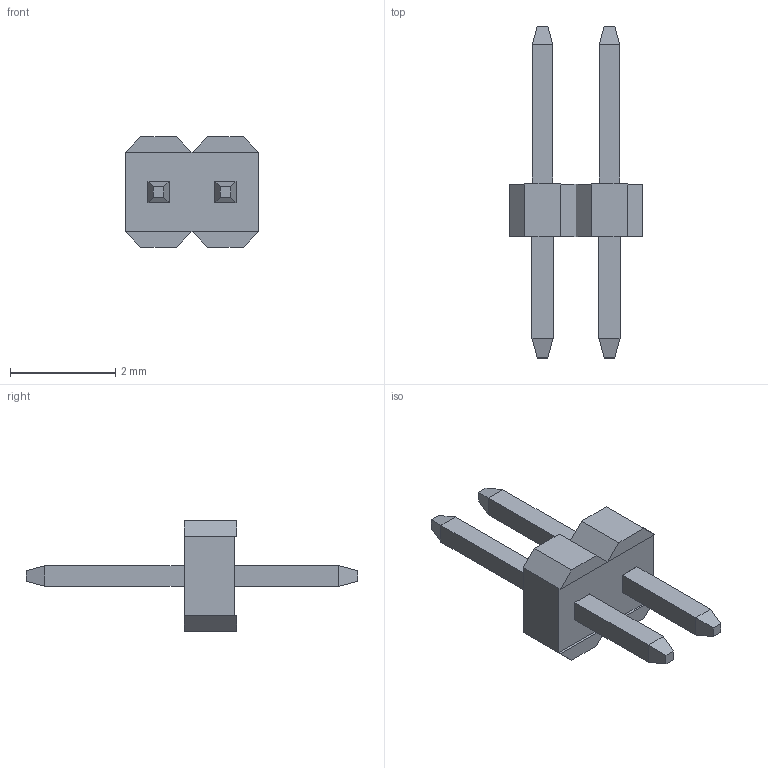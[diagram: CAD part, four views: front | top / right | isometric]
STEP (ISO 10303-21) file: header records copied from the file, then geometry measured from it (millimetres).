
FILE_DESCRIPTION((''),'2;1');
FILE_NAME('M50-3530242_ASM','2020-10-08T09:01:06',('mrudkin'),(''),'CREO PARAMETRIC BY PTC INC, 2020154','CREO PARAMETRIC BY PTC INC, 2020154','');
FILE_SCHEMA(('CONFIG_CONTROL_DESIGN','SHAPE_APPEARANCE_LAYERS_GROUPS'));
Length unit declared in the file: millimetre
Products named in the file (3): M50-35302_MOULD; M50-353_CONTACT; M50-3530242_ASM
Assembly tree (3 placements, depth 2):
  M50-3530242_ASM
    M50-35302_MOULD
    M50-353_CONTACT  x2
Bounding box: 2.54 x 6.3 x 2.1 mm (x, y, z)
Volume: 6.3 mm3; surface area: 41 mm2
Topology: 3 solids, 3 shells, 70 faces, 162 edges, 100 vertices
Faces by surface type: plane 70
Entity records: 2158 total; most frequent: CARTESIAN_POINT 255, ORIENTED_EDGE 244, DIRECTION 236, PRESENTATION_STYLE_ASSIGNMENT 143, STYLED_ITEM 124, VECTOR 122, LINE 122, CURVE_STYLE 122
